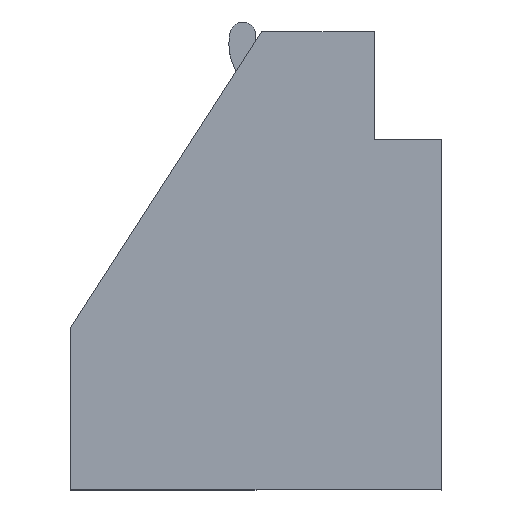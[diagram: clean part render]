
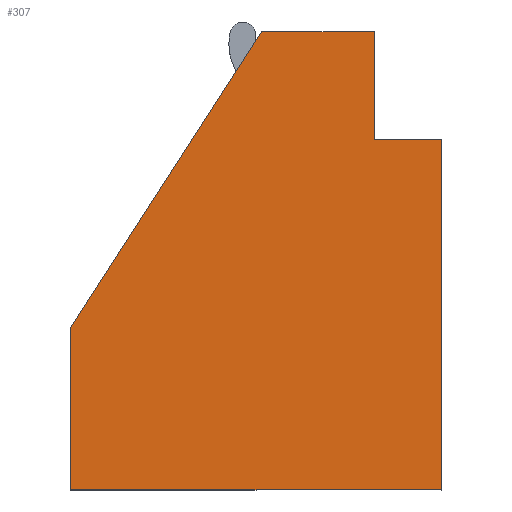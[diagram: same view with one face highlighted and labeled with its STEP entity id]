
A CAD part, top view. The second image highlights one B-rep face of the part: STEP entity #307.
In plain terms, the highlighted planar face has unit normal (0, 0, 1).
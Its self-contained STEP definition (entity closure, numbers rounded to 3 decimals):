
#8 = DIRECTION ( 'NONE',  ( 1., 0., 0. ) ) ;
#28 = CARTESIAN_POINT ( 'NONE',  ( -5.182, -5.009, 10.319 ) ) ;
#148 = VECTOR ( 'NONE', #2010, 1000. ) ;
#198 = CARTESIAN_POINT ( 'NONE',  ( 12.409, 5.887, 10.319 ) ) ;
#229 = CARTESIAN_POINT ( 'NONE',  ( 12.409, 5.887, 10.319 ) ) ;
#268 = VECTOR ( 'NONE', #1327, 1000. ) ;
#307 = ADVANCED_FACE ( 'NONE', ( #2196 ), #2717, .T. ) ;
#346 = CARTESIAN_POINT ( 'NONE',  ( 5.894, 12.148, 10.319 ) ) ;
#452 = DIRECTION ( 'NONE',  ( 1., 0., 0. ) ) ;
#463 = VECTOR ( 'NONE', #2738, 1000. ) ;
#473 = LINE ( 'NONE', #28, #463 ) ;
#568 = CARTESIAN_POINT ( 'NONE',  ( 12.409, 5.887, 10.319 ) ) ;
#661 = LINE ( 'NONE', #2657, #1707 ) ;
#806 = LINE ( 'NONE', #568, #1724 ) ;
#1003 = VERTEX_POINT ( 'NONE', #346 ) ;
#1058 = VERTEX_POINT ( 'NONE', #2330 ) ;
#1086 = CARTESIAN_POINT ( 'NONE',  ( 16.305, 5.887, 10.319 ) ) ;
#1131 = EDGE_CURVE ( 'NONE', #1784, #1058, #3172, .T. ) ;
#1135 = VERTEX_POINT ( 'NONE', #198 ) ;
#1216 = VERTEX_POINT ( 'NONE', #1420 ) ;
#1308 = EDGE_CURVE ( 'NONE', #2607, #1135, #2507, .T. ) ;
#1327 = DIRECTION ( 'NONE',  ( -0.542, -0.84, 0. ) ) ;
#1375 = EDGE_CURVE ( 'NONE', #1003, #2063, #2032, .T. ) ;
#1417 = ORIENTED_EDGE ( 'NONE', *, *, #1375, .T. ) ;
#1420 = CARTESIAN_POINT ( 'NONE',  ( 12.409, 12.148, 10.319 ) ) ;
#1438 = EDGE_CURVE ( 'NONE', #1135, #1216, #806, .T. ) ;
#1442 = CARTESIAN_POINT ( 'NONE',  ( 0., 0., 10.319 ) ) ;
#1707 = VECTOR ( 'NONE', #2163, 1000. ) ;
#1724 = VECTOR ( 'NONE', #2066, 1000. ) ;
#1763 = CARTESIAN_POINT ( 'NONE',  ( 16.305, 5.887, 10.319 ) ) ;
#1784 = VERTEX_POINT ( 'NONE', #1944 ) ;
#1787 = CARTESIAN_POINT ( 'NONE',  ( 5.894, 12.148, 10.319 ) ) ;
#1798 = CARTESIAN_POINT ( 'NONE',  ( -5.182, -5.009, 10.319 ) ) ;
#1806 = EDGE_LOOP ( 'NONE', ( #2818, #2445, #1875, #2524, #1417, #2959, #3017 ) ) ;
#1875 = ORIENTED_EDGE ( 'NONE', *, *, #1438, .T. ) ;
#1944 = CARTESIAN_POINT ( 'NONE',  ( -5.182, -14.399, 10.319 ) ) ;
#1957 = DIRECTION ( 'NONE',  ( 0., 0., 1. ) ) ;
#1964 = EDGE_CURVE ( 'NONE', #2063, #1784, #473, .T. ) ;
#2010 = DIRECTION ( 'NONE',  ( 0., 1., 0. ) ) ;
#2032 = LINE ( 'NONE', #1787, #268 ) ;
#2042 = LINE ( 'NONE', #1763, #148 ) ;
#2063 = VERTEX_POINT ( 'NONE', #1798 ) ;
#2066 = DIRECTION ( 'NONE',  ( 0., 1., 0. ) ) ;
#2163 = DIRECTION ( 'NONE',  ( -1., 0., 0. ) ) ;
#2196 = FACE_OUTER_BOUND ( 'NONE', #1806, .T. ) ;
#2220 = DIRECTION ( 'NONE',  ( -1., 0., 0. ) ) ;
#2258 = EDGE_CURVE ( 'NONE', #1216, #1003, #661, .T. ) ;
#2330 = CARTESIAN_POINT ( 'NONE',  ( 16.305, -14.399, 10.319 ) ) ;
#2383 = CARTESIAN_POINT ( 'NONE',  ( -5.182, -14.399, 10.319 ) ) ;
#2445 = ORIENTED_EDGE ( 'NONE', *, *, #1308, .T. ) ;
#2507 = LINE ( 'NONE', #229, #2616 ) ;
#2524 = ORIENTED_EDGE ( 'NONE', *, *, #2258, .T. ) ;
#2607 = VERTEX_POINT ( 'NONE', #1086 ) ;
#2616 = VECTOR ( 'NONE', #2220, 1000. ) ;
#2657 = CARTESIAN_POINT ( 'NONE',  ( 12.409, 12.148, 10.319 ) ) ;
#2717 = PLANE ( 'NONE',  #3200 ) ;
#2738 = DIRECTION ( 'NONE',  ( 0., -1., 0. ) ) ;
#2815 = EDGE_CURVE ( 'NONE', #1058, #2607, #2042, .T. ) ;
#2818 = ORIENTED_EDGE ( 'NONE', *, *, #2815, .T. ) ;
#2892 = VECTOR ( 'NONE', #452, 1000. ) ;
#2959 = ORIENTED_EDGE ( 'NONE', *, *, #1964, .T. ) ;
#3017 = ORIENTED_EDGE ( 'NONE', *, *, #1131, .T. ) ;
#3172 = LINE ( 'NONE', #2383, #2892 ) ;
#3200 = AXIS2_PLACEMENT_3D ( 'NONE', #1442, #1957, #8 ) ;
